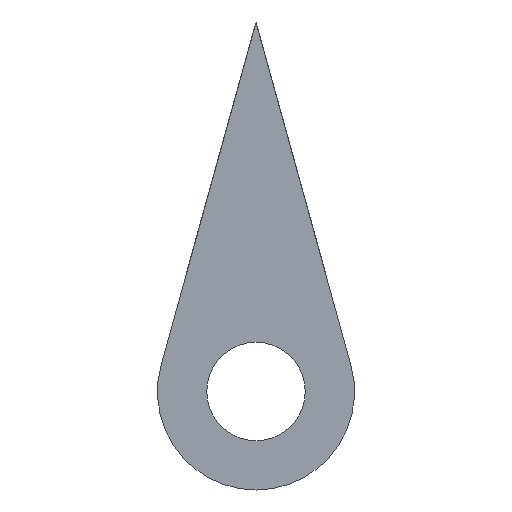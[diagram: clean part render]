
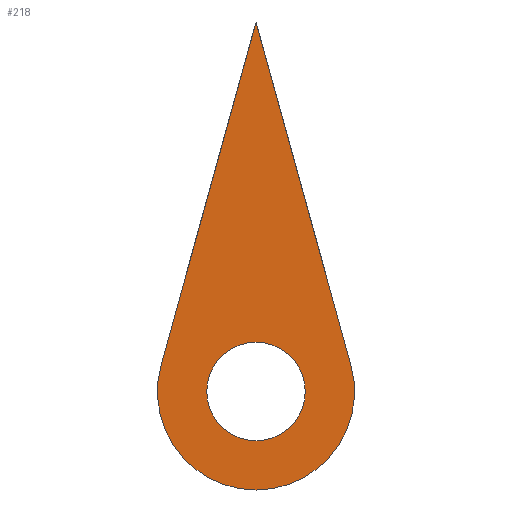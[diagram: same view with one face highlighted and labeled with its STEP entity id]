
A CAD part, front view. The second image highlights one B-rep face of the part: STEP entity #218.
In plain terms, the highlighted planar face has unit normal (0, -1, 0).
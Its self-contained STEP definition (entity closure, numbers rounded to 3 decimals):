
#15=FACE_BOUND('',#45,.T.);
#17=CIRCLE('',#247,2.);
#18=CIRCLE('',#248,2.);
#19=CIRCLE('',#250,4.);
#33=FACE_OUTER_BOUND('',#44,.T.);
#44=EDGE_LOOP('',(#194,#195,#196));
#45=EDGE_LOOP('',(#197,#198));
#63=LINE('',#350,#87);
#69=LINE('',#369,#93);
#87=VECTOR('',#286,10.);
#93=VECTOR('',#308,10.);
#105=VERTEX_POINT('',#347);
#106=VERTEX_POINT('',#349);
#108=VERTEX_POINT('',#356);
#109=VERTEX_POINT('',#358);
#110=VERTEX_POINT('',#362);
#129=EDGE_CURVE('',#105,#106,#63,.T.);
#134=EDGE_CURVE('',#108,#109,#17,.T.);
#135=EDGE_CURVE('',#109,#108,#18,.T.);
#136=EDGE_CURVE('',#106,#110,#19,.T.);
#140=EDGE_CURVE('',#110,#105,#69,.T.);
#194=ORIENTED_EDGE('',*,*,#140,.F.);
#195=ORIENTED_EDGE('',*,*,#136,.F.);
#196=ORIENTED_EDGE('',*,*,#129,.F.);
#197=ORIENTED_EDGE('',*,*,#135,.F.);
#198=ORIENTED_EDGE('',*,*,#134,.F.);
#207=PLANE('',#254);
#218=ADVANCED_FACE('',(#33,#15),#207,.F.);
#247=AXIS2_PLACEMENT_3D('',#359,#294,#295);
#248=AXIS2_PLACEMENT_3D('',#360,#296,#297);
#250=AXIS2_PLACEMENT_3D('',#363,#300,#301);
#254=AXIS2_PLACEMENT_3D('',#371,#311,#312);
#286=DIRECTION('',(0.267,0.,-0.964));
#294=DIRECTION('center_axis',(0.,-1.,0.));
#295=DIRECTION('ref_axis',(1.,0.,0.));
#296=DIRECTION('center_axis',(0.,-1.,0.));
#297=DIRECTION('ref_axis',(1.,0.,0.));
#300=DIRECTION('center_axis',(0.,1.,0.));
#301=DIRECTION('ref_axis',(0.964,0.,0.267));
#308=DIRECTION('',(0.267,0.,0.964));
#311=DIRECTION('center_axis',(0.,1.,0.));
#312=DIRECTION('ref_axis',(0.,0.,1.));
#347=CARTESIAN_POINT('',(0.,0.,15.));
#349=CARTESIAN_POINT('',(3.855,0.,1.067));
#350=CARTESIAN_POINT('',(0.,0.,15.));
#356=CARTESIAN_POINT('',(0.,0.,2.));
#358=CARTESIAN_POINT('',(-2.,0.,0.));
#359=CARTESIAN_POINT('Origin',(0.,0.,0.));
#360=CARTESIAN_POINT('Origin',(0.,0.,0.));
#362=CARTESIAN_POINT('',(-3.855,0.,1.067));
#363=CARTESIAN_POINT('Origin',(0.,0.,0.));
#369=CARTESIAN_POINT('',(-3.855,0.,1.067));
#371=CARTESIAN_POINT('Origin',(0.,0.,5.5));
